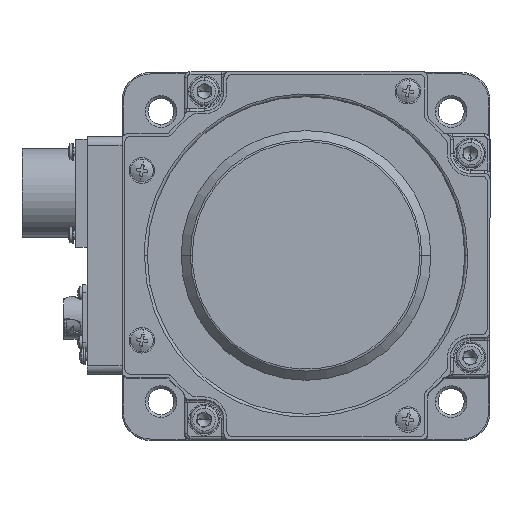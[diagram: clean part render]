
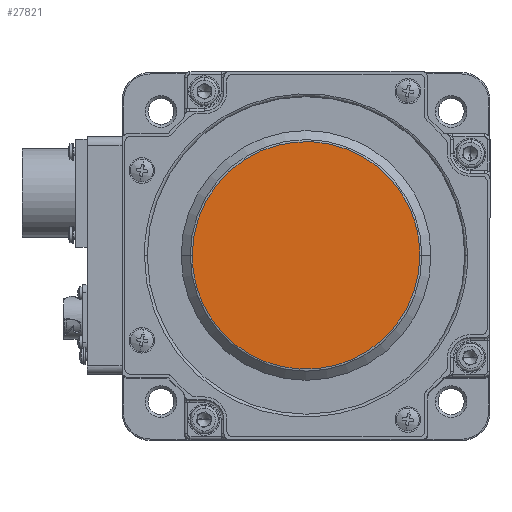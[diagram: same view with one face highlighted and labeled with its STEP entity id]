
A CAD part, top view. The second image highlights one B-rep face of the part: STEP entity #27821.
In plain terms, the highlighted planar face has unit normal (0, 0, 1).
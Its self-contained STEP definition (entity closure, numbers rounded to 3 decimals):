
#644 = EDGE_CURVE ( 'NONE', #14219, #33920, #51642, .T. ) ;
#6432 = CARTESIAN_POINT ( 'NONE',  ( -35.054, 45.601, 33.324 ) ) ;
#6481 = DIRECTION ( 'NONE',  ( -1., 0., 0. ) ) ;
#6528 = DIRECTION ( 'NONE',  ( 0., 0., -1. ) ) ;
#6743 = PLANE ( 'NONE',  #21259 ) ;
#6949 = CARTESIAN_POINT ( 'NONE',  ( -75.261, -34.813, 33.324 ) ) ;
#10945 = ORIENTED_EDGE ( 'NONE', *, *, #644, .F. ) ;
#14219 = VERTEX_POINT ( 'NONE', #56486 ) ;
#15139 = CARTESIAN_POINT ( 'NONE',  ( -115.469, -34.813, 33.324 ) ) ;
#16752 =( BOUNDED_CURVE ( )  B_SPLINE_CURVE ( 3, ( #15139, #24336, #6432, #38335 ),
 .UNSPECIFIED., .F., .F. ) 
 B_SPLINE_CURVE_WITH_KNOTS ( ( 4, 4 ),
 ( 0., 1. ),
 .UNSPECIFIED. ) 
 CURVE ( )  GEOMETRIC_REPRESENTATION_ITEM ( )  RATIONAL_B_SPLINE_CURVE ( ( 1., 0.333, 0.333, 1. ) ) 
 REPRESENTATION_ITEM ( '' )  );
#20793 = CARTESIAN_POINT ( 'NONE',  ( -115.469, -34.813, 33.324 ) ) ;
#20803 = CARTESIAN_POINT ( 'NONE',  ( -35.054, -34.813, 33.324 ) ) ;
#20870 = CARTESIAN_POINT ( 'NONE',  ( -35.054, -115.227, 33.324 ) ) ;
#20981 = CARTESIAN_POINT ( 'NONE',  ( -115.469, -115.227, 33.324 ) ) ;
#21259 = AXIS2_PLACEMENT_3D ( 'NONE', #6949, #6528, #6481 ) ;
#23123 = FACE_OUTER_BOUND ( 'NONE', #23717, .T. ) ;
#23717 = EDGE_LOOP ( 'NONE', ( #10945, #26738 ) ) ;
#24336 = CARTESIAN_POINT ( 'NONE',  ( -115.469, 45.601, 33.324 ) ) ;
#26738 = ORIENTED_EDGE ( 'NONE', *, *, #36414, .F. ) ;
#27071 = CARTESIAN_POINT ( 'NONE',  ( -115.469, -34.813, 33.324 ) ) ;
#27821 = ADVANCED_FACE ( 'NONE', ( #23123 ), #6743, .F. ) ;
#33920 = VERTEX_POINT ( 'NONE', #27071 ) ;
#36414 = EDGE_CURVE ( 'NONE', #33920, #14219, #16752, .T. ) ;
#38335 = CARTESIAN_POINT ( 'NONE',  ( -35.054, -34.813, 33.324 ) ) ;
#51642 =( BOUNDED_CURVE ( )  B_SPLINE_CURVE ( 3, ( #20803, #20870, #20981, #20793 ),
 .UNSPECIFIED., .F., .F. ) 
 B_SPLINE_CURVE_WITH_KNOTS ( ( 4, 4 ),
 ( 0., 1. ),
 .UNSPECIFIED. ) 
 CURVE ( )  GEOMETRIC_REPRESENTATION_ITEM ( )  RATIONAL_B_SPLINE_CURVE ( ( 1., 0.333, 0.333, 1. ) ) 
 REPRESENTATION_ITEM ( '' )  );
#56486 = CARTESIAN_POINT ( 'NONE',  ( -35.054, -34.813, 33.324 ) ) ;
